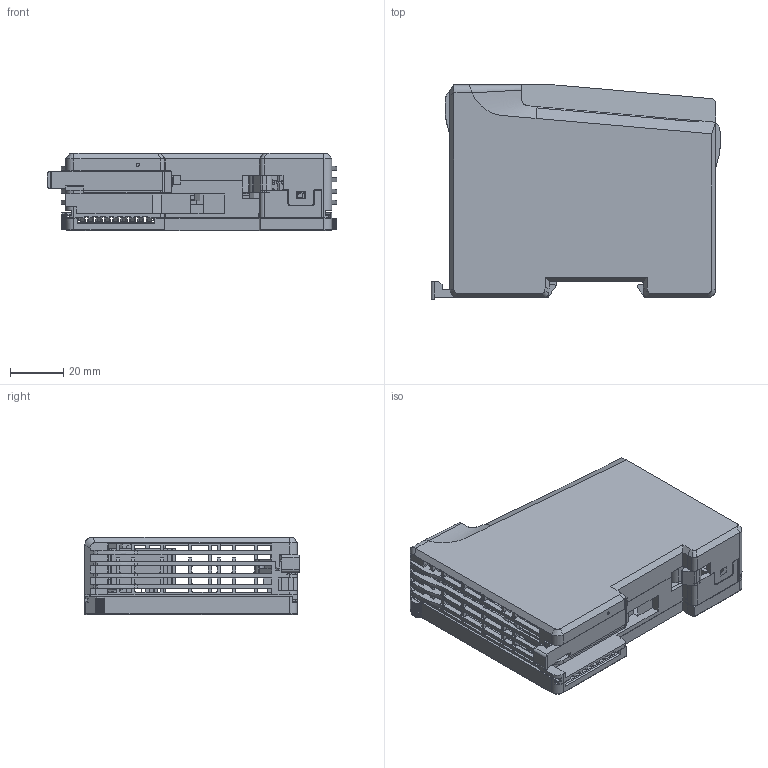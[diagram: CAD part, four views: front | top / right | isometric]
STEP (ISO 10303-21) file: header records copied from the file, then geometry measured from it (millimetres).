
FILE_DESCRIPTION((''),'2;1');
FILE_NAME('_20240508000_ASM_15_1_ASM','2024-05-13T15:58:42',('admin'),(''),'CREO PARAMETRIC BY PTC INC, 2019164','CREO PARAMETRIC BY PTC INC, 2019164','');
FILE_SCHEMA(('CONFIG_CONTROL_DESIGN'));
Products named in the file (1): _20240508000_ASM_15_1_ASM
Bounding box: 108.86 x 80.75 x 29 mm (x, y, z)
Surface area: 46945.1 mm2 (no closed solid volume)
Topology: 0 solids, 24 shells, 2802 faces, 9301 edges, 6492 vertices
Faces by surface type: plane 2025, cylinder 566, extrusion 83, bspline 82, torus 27, cone 18, sphere 1
Entity records: 114231 total; most frequent: CARTESIAN_POINT 34078, ORIENTED_EDGE 16915, DIRECTION 15007, EDGE_CURVE 9300, VECTOR 7573, LINE 7490, VERTEX_POINT 6492, AXIS2_PLACEMENT_3D 3717
